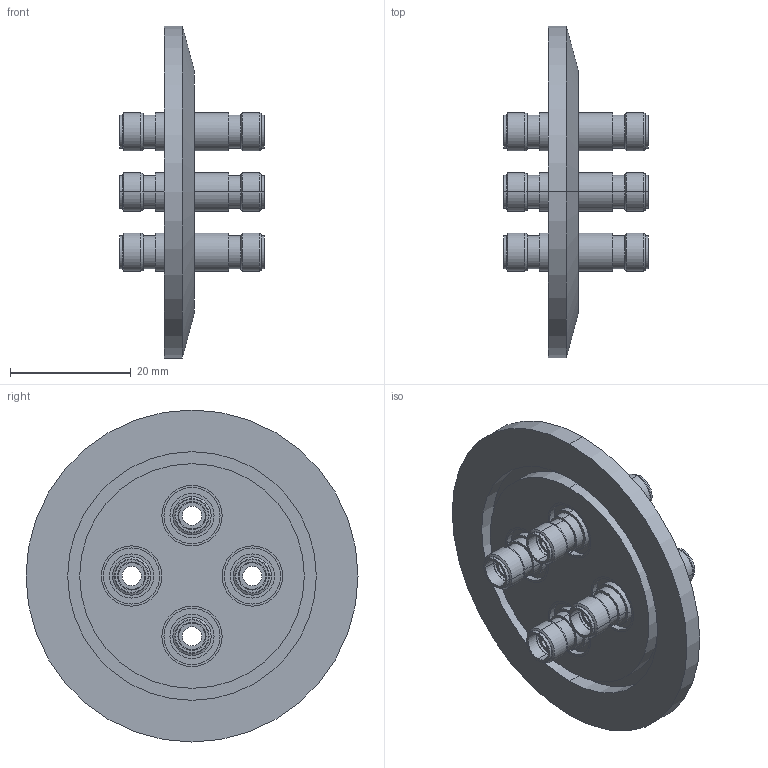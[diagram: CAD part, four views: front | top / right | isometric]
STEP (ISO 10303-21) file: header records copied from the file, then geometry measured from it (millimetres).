
FILE_DESCRIPTION (( 'STEP AP214' ), '1' );
FILE_NAME ('152-FCF-K40-4.STEP', '2014-09-10T13:49:53', ( 'allectra' ), ( 'Microsoft' ), 'SwSTEP 2.0', 'SolidWorks 2014', '' );
FILE_SCHEMA (( 'AUTOMOTIVE_DESIGN' ));
Length unit declared in the file: millimetre
Products named in the file (3): 152-FCF-K40-4; 9152-FCF-KX-X_9152-FCF-K40-4; 152-FCF
Assembly tree (5 placements, depth 2):
  152-FCF-K40-4
    9152-FCF-KX-X_9152-FCF-K40-4
    152-FCF  x4
Bounding box: 24 x 55 x 55 mm (x, y, z)
Volume: 11308.9 mm3; surface area: 9904.3 mm2
Topology: 5 solids, 5 shells, 232 faces, 470 edges, 302 vertices
Faces by surface type: cylinder 134, plane 64, cone 34
Entity records: 2138 total; most frequent: DIRECTION 412, CARTESIAN_POINT 331, ORIENTED_EDGE 304, AXIS2_PLACEMENT_3D 179, EDGE_CURVE 152, EDGE_LOOP 98, CIRCLE 98, VERTEX_POINT 98
